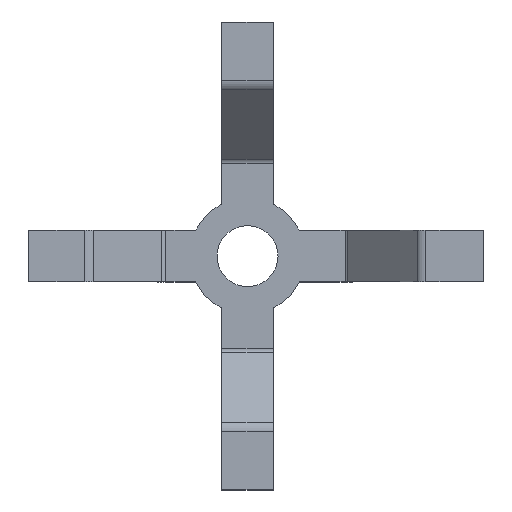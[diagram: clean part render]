
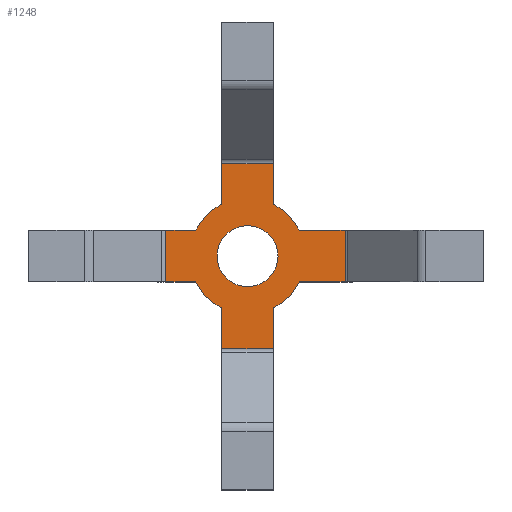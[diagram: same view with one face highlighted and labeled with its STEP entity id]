
A CAD part, top view. The second image highlights one B-rep face of the part: STEP entity #1248.
In plain terms, the highlighted planar face has unit normal (0, 0, 1).
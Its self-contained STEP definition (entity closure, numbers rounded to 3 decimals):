
#125=DIRECTION('',(0.,-1.,0.));
#126=VECTOR('',#125,13.343);
#127=CARTESIAN_POINT('',(8.485,-17.,2.));
#128=LINE('',#127,#126);
#159=DIRECTION('',(0.,-1.,0.));
#160=VECTOR('',#159,13.343);
#161=CARTESIAN_POINT('',(-8.485,-17.,2.));
#162=LINE('',#161,#160);
#163=DIRECTION('',(0.,1.,0.));
#164=VECTOR('',#163,16.971);
#165=CARTESIAN_POINT('',(32.,-8.485,2.));
#166=LINE('',#165,#164);
#167=DIRECTION('',(1.,0.,0.));
#168=VECTOR('',#167,15.);
#169=CARTESIAN_POINT('',(17.,-8.485,2.));
#170=LINE('',#169,#168);
#171=CARTESIAN_POINT('',(0.,0.,2.));
#172=DIRECTION('',(0.,0.,1.));
#173=DIRECTION('',(0.447,-0.895,0.));
#174=AXIS2_PLACEMENT_3D('',#171,#172,#173);
#176=DIRECTION('',(1.,0.,0.));
#177=VECTOR('',#176,16.971);
#178=CARTESIAN_POINT('',(-8.485,-30.343,2.));
#179=LINE('',#178,#177);
#180=CARTESIAN_POINT('',(0.,0.,2.));
#181=DIRECTION('',(0.,0.,1.));
#182=DIRECTION('',(-0.895,-0.447,0.));
#183=AXIS2_PLACEMENT_3D('',#180,#181,#182);
#185=DIRECTION('',(1.,0.,0.));
#186=VECTOR('',#185,9.833);
#187=CARTESIAN_POINT('',(-26.833,-8.485,2.));
#188=LINE('',#187,#186);
#189=DIRECTION('',(-1.,0.,0.));
#190=VECTOR('',#189,9.833);
#191=CARTESIAN_POINT('',(-17.,8.485,2.));
#192=LINE('',#191,#190);
#193=CARTESIAN_POINT('',(0.,0.,2.));
#194=DIRECTION('',(0.,0.,1.));
#195=DIRECTION('',(-0.447,0.895,0.));
#196=AXIS2_PLACEMENT_3D('',#193,#194,#195);
#198=DIRECTION('',(-1.,0.,0.));
#199=VECTOR('',#198,16.971);
#200=CARTESIAN_POINT('',(8.485,30.343,2.));
#201=LINE('',#200,#199);
#202=CARTESIAN_POINT('',(0.,0.,2.));
#203=DIRECTION('',(0.,0.,1.));
#204=DIRECTION('',(0.895,0.447,0.));
#205=AXIS2_PLACEMENT_3D('',#202,#203,#204);
#207=DIRECTION('',(-1.,0.,0.));
#208=VECTOR('',#207,15.);
#209=CARTESIAN_POINT('',(32.,8.485,2.));
#210=LINE('',#209,#208);
#211=CARTESIAN_POINT('',(0.,0.,2.));
#212=DIRECTION('',(0.,0.,-1.));
#213=DIRECTION('',(1.,0.,0.));
#214=AXIS2_PLACEMENT_3D('',#211,#212,#213);
#216=CARTESIAN_POINT('',(0.,0.,2.));
#217=DIRECTION('',(0.,0.,-1.));
#218=DIRECTION('',(-1.,0.,0.));
#219=AXIS2_PLACEMENT_3D('',#216,#217,#218);
#279=DIRECTION('',(0.,1.,0.));
#280=VECTOR('',#279,13.343);
#281=CARTESIAN_POINT('',(8.485,17.,2.));
#282=LINE('',#281,#280);
#427=DIRECTION('',(0.,1.,0.));
#428=VECTOR('',#427,13.343);
#429=CARTESIAN_POINT('',(-8.485,17.,2.));
#430=LINE('',#429,#428);
#570=DIRECTION('',(0.,-1.,0.));
#571=VECTOR('',#570,16.971);
#572=CARTESIAN_POINT('',(-26.833,8.485,2.));
#573=LINE('',#572,#571);
#793=CARTESIAN_POINT('',(10.,0.,2.));
#794=CARTESIAN_POINT('',(-10.,0.,2.));
#795=VERTEX_POINT('',#793);
#796=VERTEX_POINT('',#794);
#798=CARTESIAN_POINT('',(8.485,17.,2.));
#800=VERTEX_POINT('',#798);
#802=CARTESIAN_POINT('',(-8.485,17.,2.));
#804=VERTEX_POINT('',#802);
#837=CARTESIAN_POINT('',(8.485,30.343,2.));
#838=CARTESIAN_POINT('',(-8.485,30.343,2.));
#839=VERTEX_POINT('',#837);
#840=VERTEX_POINT('',#838);
#846=CARTESIAN_POINT('',(-8.485,-17.,2.));
#848=VERTEX_POINT('',#846);
#850=CARTESIAN_POINT('',(8.485,-17.,2.));
#852=VERTEX_POINT('',#850);
#885=CARTESIAN_POINT('',(-8.485,-30.343,2.));
#886=CARTESIAN_POINT('',(8.485,-30.343,2.));
#887=VERTEX_POINT('',#885);
#888=VERTEX_POINT('',#886);
#893=CARTESIAN_POINT('',(-17.,8.485,2.));
#895=VERTEX_POINT('',#893);
#897=CARTESIAN_POINT('',(-17.,-8.485,2.));
#899=VERTEX_POINT('',#897);
#913=CARTESIAN_POINT('',(-26.833,-8.485,2.));
#914=VERTEX_POINT('',#913);
#915=CARTESIAN_POINT('',(-26.833,8.485,2.));
#916=VERTEX_POINT('',#915);
#949=CARTESIAN_POINT('',(17.,-8.485,2.));
#951=VERTEX_POINT('',#949);
#953=CARTESIAN_POINT('',(17.,8.485,2.));
#955=VERTEX_POINT('',#953);
#973=CARTESIAN_POINT('',(32.,-8.485,2.));
#974=VERTEX_POINT('',#973);
#975=CARTESIAN_POINT('',(32.,8.485,2.));
#976=VERTEX_POINT('',#975);
#1208=CARTESIAN_POINT('',(0.,0.,2.));
#1209=DIRECTION('',(0.,0.,1.));
#1210=DIRECTION('',(1.,0.,0.));
#1211=AXIS2_PLACEMENT_3D('',#1208,#1209,#1210);
#1212=PLANE('',#1211);
#1214=ORIENTED_EDGE('',*,*,#1213,.F.);
#1215=ORIENTED_EDGE('',*,*,#1103,.F.);
#1216=ORIENTED_EDGE('',*,*,#1117,.F.);
#1217=ORIENTED_EDGE('',*,*,#1144,.T.);
#1219=ORIENTED_EDGE('',*,*,#1218,.F.);
#1220=ORIENTED_EDGE('',*,*,#1203,.F.);
#1221=ORIENTED_EDGE('',*,*,#1132,.F.);
#1223=ORIENTED_EDGE('',*,*,#1222,.F.);
#1225=ORIENTED_EDGE('',*,*,#1224,.F.);
#1227=ORIENTED_EDGE('',*,*,#1226,.F.);
#1229=ORIENTED_EDGE('',*,*,#1228,.F.);
#1231=ORIENTED_EDGE('',*,*,#1230,.T.);
#1233=ORIENTED_EDGE('',*,*,#1232,.F.);
#1235=ORIENTED_EDGE('',*,*,#1234,.F.);
#1237=ORIENTED_EDGE('',*,*,#1236,.F.);
#1239=ORIENTED_EDGE('',*,*,#1238,.F.);
#1240=EDGE_LOOP('',(#1214,#1215,#1216,#1217,#1219,#1220,#1221,#1223,#1225,#1227,
#1229,#1231,#1233,#1235,#1237,#1239));
#1241=FACE_OUTER_BOUND('',#1240,.F.);
#1243=ORIENTED_EDGE('',*,*,#1242,.F.);
#1245=ORIENTED_EDGE('',*,*,#1244,.F.);
#1246=EDGE_LOOP('',(#1243,#1245));
#1247=FACE_BOUND('',#1246,.F.);
#175=CIRCLE('',#174,19.);
#184=CIRCLE('',#183,19.);
#197=CIRCLE('',#196,19.);
#206=CIRCLE('',#205,19.);
#215=CIRCLE('',#214,10.);
#220=CIRCLE('',#219,10.);
#1103=EDGE_CURVE('',#951,#974,#170,.T.);
#1117=EDGE_CURVE('',#852,#951,#175,.T.);
#1132=EDGE_CURVE('',#899,#848,#184,.T.);
#1144=EDGE_CURVE('',#852,#888,#128,.T.);
#1203=EDGE_CURVE('',#848,#887,#162,.T.);
#1213=EDGE_CURVE('',#974,#976,#166,.T.);
#1218=EDGE_CURVE('',#887,#888,#179,.T.);
#1222=EDGE_CURVE('',#914,#899,#188,.T.);
#1224=EDGE_CURVE('',#916,#914,#573,.T.);
#1226=EDGE_CURVE('',#895,#916,#192,.T.);
#1228=EDGE_CURVE('',#804,#895,#197,.T.);
#1230=EDGE_CURVE('',#804,#840,#430,.T.);
#1232=EDGE_CURVE('',#839,#840,#201,.T.);
#1234=EDGE_CURVE('',#800,#839,#282,.T.);
#1236=EDGE_CURVE('',#955,#800,#206,.T.);
#1238=EDGE_CURVE('',#976,#955,#210,.T.);
#1242=EDGE_CURVE('',#795,#796,#215,.T.);
#1244=EDGE_CURVE('',#796,#795,#220,.T.);
#1248=ADVANCED_FACE('',(#1241,#1247),#1212,.T.);
